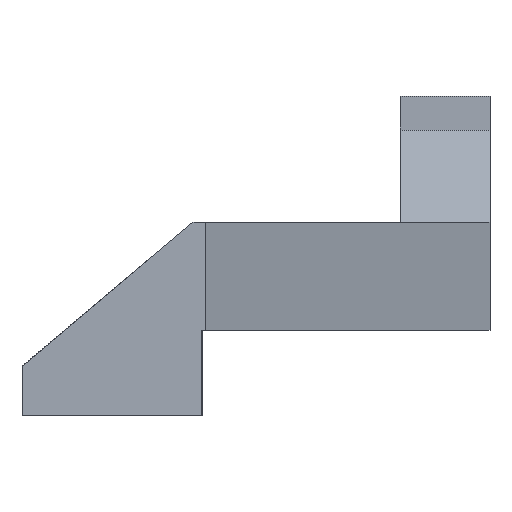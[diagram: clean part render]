
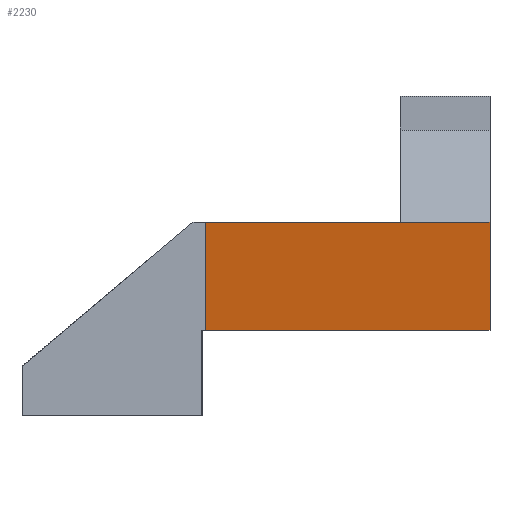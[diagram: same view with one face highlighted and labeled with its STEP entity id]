
A CAD part, left-side view. The second image highlights one B-rep face of the part: STEP entity #2230.
In plain terms, the highlighted planar face has unit normal (-0.464, -0.886, 0).
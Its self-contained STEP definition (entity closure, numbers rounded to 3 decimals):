
#1332=CARTESIAN_POINT('',(-103.,31.664,23.));
#1333=VERTEX_POINT('',#1332);
#1340=CARTESIAN_POINT('',(-42.5,0.,23.));
#1341=VERTEX_POINT('',#1340);
#1342=CARTESIAN_POINT('',(-42.5,-0.,23.));
#1343=DIRECTION('',(-0.886,0.464,0.));
#1344=VECTOR('',#1343,68.285);
#1345=LINE('',#1342,#1344);
#1346=EDGE_CURVE('',#1341,#1333,#1345,.T.);
#1462=CARTESIAN_POINT('',(-42.5,0.,11.));
#1463=VERTEX_POINT('',#1462);
#1470=CARTESIAN_POINT('',(-103.,31.664,11.));
#1471=VERTEX_POINT('',#1470);
#1472=CARTESIAN_POINT('',(-103.,31.664,11.));
#1473=DIRECTION('',(0.886,-0.464,-0.));
#1474=VECTOR('',#1473,68.285);
#1475=LINE('',#1472,#1474);
#1476=EDGE_CURVE('',#1471,#1463,#1475,.T.);
#1660=CARTESIAN_POINT('',(-103.,31.664,11.));
#1661=DIRECTION('',(0.,0.,1.));
#1662=VECTOR('',#1661,12.);
#1663=LINE('',#1660,#1662);
#1664=EDGE_CURVE('',#1471,#1333,#1663,.T.);
#2017=CARTESIAN_POINT('',(-42.5,0.,11.));
#2018=DIRECTION('',(0.,0.,1.));
#2019=VECTOR('',#2018,12.);
#2020=LINE('',#2017,#2019);
#2021=EDGE_CURVE('',#1463,#1341,#2020,.T.);
#2219=CARTESIAN_POINT('',(-69.25,14.,-6.));
#2220=DIRECTION('',(0.464,0.886,0.));
#2221=DIRECTION('',(-0.886,0.464,0.));
#2222=AXIS2_PLACEMENT_3D('',#2219,#2220,#2221);
#2223=PLANE('',#2222);
#2224=ORIENTED_EDGE('',*,*,#1476,.T.);
#2225=ORIENTED_EDGE('',*,*,#2021,.T.);
#2226=ORIENTED_EDGE('',*,*,#1346,.T.);
#2227=ORIENTED_EDGE('',*,*,#1664,.F.);
#2228=EDGE_LOOP('',(#2224,#2225,#2226,#2227));
#2229=FACE_BOUND('',#2228,.T.);
#2230=ADVANCED_FACE('',(#2229),#2223,.F.);
